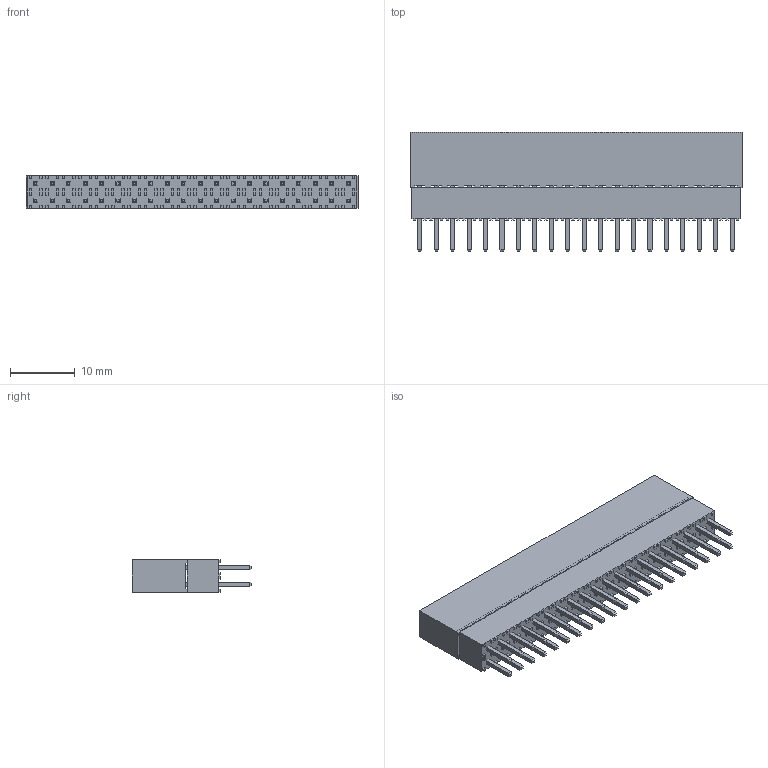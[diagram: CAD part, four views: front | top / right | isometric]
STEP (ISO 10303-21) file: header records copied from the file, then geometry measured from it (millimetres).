
FILE_DESCRIPTION(('FreeCAD Model'),'2;1');
FILE_NAME('Open CASCADE Shape Model','2024-07-18T21:13:35',( 'kicad StepUp'),('ksu MCAD'),'Open CASCADE STEP processor 7.6', 'FreeCAD','Unknown');
FILE_SCHEMA(('AUTOMOTIVE_DESIGN { 1 0 10303 214 1 1 1 1 }'));
Length unit declared in the file: millimetre
Products named in the file (1): ESQ-120-23-T-D_socket_sp
Bounding box: 51.31 x 18.41 x 5.08 mm (x, y, z)
Volume: 3371.9 mm3; surface area: 5027.3 mm2
Topology: 3 solids, 3 shells, 1262 faces, 3248 edges, 2112 vertices
Faces by surface type: plane 1262
Entity records: 46184 total; most frequent: CARTESIAN_POINT 6623, ORIENTED_EDGE 6496, DIRECTION 5774, EDGE_CURVE 3248, LINE 3248, VECTOR 3248, VERTEX_POINT 2112, FACE_BOUND 1382
